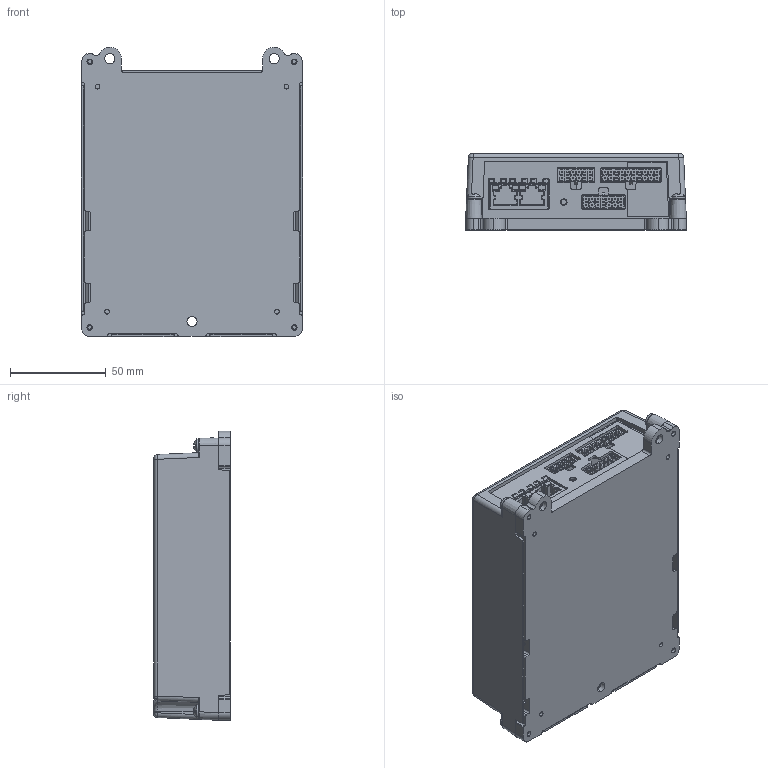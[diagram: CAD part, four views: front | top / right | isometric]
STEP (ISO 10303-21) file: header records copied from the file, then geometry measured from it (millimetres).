
FILE_DESCRIPTION(/* description */ ('Alibre Inc.'),/* implementation_level */ '2;1');
FILE_NAME(/* name */ 'export-91F3FFF8-97B3-4EF0-8DC0-F33B2B5860F4',/* time_stamp */ '2023-08-08T12:52:45+02:00',/* author */ (''),/* organization */ (''),/* preprocessor_version */ 'ST-DEVELOPER v17',/* originating_system */ 'Alibre',/* authorisation */ '');
FILE_SCHEMA (('AUTOMOTIVE_DESIGN'));
Length unit declared in the file: millimetre
Products named in the file (17): AGV_U0; BG_AGV_O0; BG_AGV 4976
Bounding box: 115.95 x 40 x 151.47 mm (x, y, z)
Volume: 217407.2 mm3; surface area: 180886.1 mm2
Topology: 18 solids, 18 shells, 3944 faces, 10440 edges, 6662 vertices
Faces by surface type: plane 2955, cylinder 752, cone 117, bspline 83, torus 23, sphere 14
Entity records: 109694 total; most frequent: CARTESIAN_POINT 24273, ORIENTED_EDGE 18750, DIRECTION 14330, EDGE_CURVE 9375, VECTOR 7526, LINE 7526, VERTEX_POINT 5983, AXIS2_PLACEMENT_3D 4788
